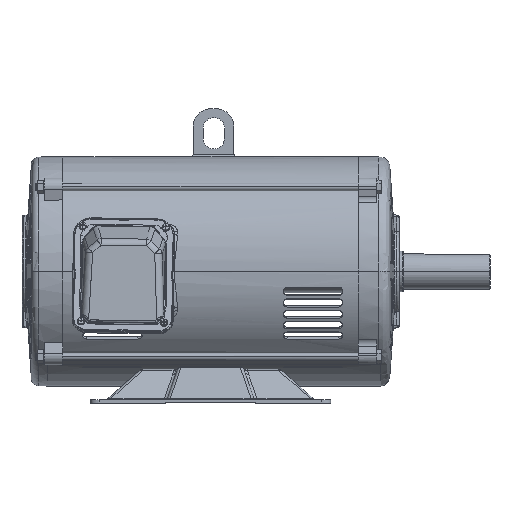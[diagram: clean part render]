
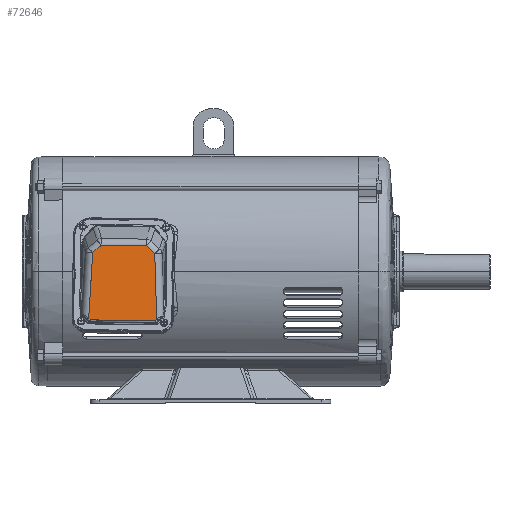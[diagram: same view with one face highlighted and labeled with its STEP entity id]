
A CAD part, top view. The second image highlights one B-rep face of the part: STEP entity #72646.
In plain terms, the highlighted planar face has unit normal (0.001, 0.057, 0.998).
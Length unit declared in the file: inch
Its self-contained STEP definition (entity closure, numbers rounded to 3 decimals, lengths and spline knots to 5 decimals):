
#2375 = LINE ( 'NONE', #61846, #145974 ) ;
#4301 = ORIENTED_EDGE ( 'NONE', *, *, #105999, .F. ) ;
#8579 = ORIENTED_EDGE ( 'NONE', *, *, #74021, .F. ) ;
#9001 = EDGE_CURVE ( 'NONE', #102602, #71256, #123634, .T. ) ;
#9354 = VERTEX_POINT ( 'NONE', #142420 ) ;
#14005 = ORIENTED_EDGE ( 'NONE', *, *, #15739, .F. ) ;
#14605 = ORIENTED_EDGE ( 'NONE', *, *, #9001, .F. ) ;
#15116 = CARTESIAN_POINT ( 'NONE',  ( -7.7696, -3.03047, 7.82951 ) ) ;
#15739 = EDGE_CURVE ( 'NONE', #61051, #9354, #36306, .T. ) ;
#18667 = ORIENTED_EDGE ( 'NONE', *, *, #19382, .F. ) ;
#19382 = EDGE_CURVE ( 'NONE', #96099, #61051, #119698, .T. ) ;
#20771 = FACE_OUTER_BOUND ( 'NONE', #113228, .T. ) ;
#22206 = ORIENTED_EDGE ( 'NONE', *, *, #128151, .F. ) ;
#24097 = VECTOR ( 'NONE', #133032, 39.37008 ) ;
#26003 = VECTOR ( 'NONE', #71392, 39.37008 ) ;
#26016 = VECTOR ( 'NONE', #129175, 39.37008 ) ;
#28979 = CARTESIAN_POINT ( 'NONE',  ( -4.36256, 1.3641, 7.57366 ) ) ;
#31203 = DIRECTION ( 'NONE',  ( 0., 0.998, -0.057 ) ) ;
#31637 = VERTEX_POINT ( 'NONE', #124744 ) ;
#33932 = VECTOR ( 'NONE', #43138, 39.37008 ) ;
#34448 = EDGE_CURVE ( 'NONE', #9354, #64643, #89509, .T. ) ;
#36306 = LINE ( 'NONE', #107642, #26016 ) ;
#37484 = VECTOR ( 'NONE', #89447, 39.37008 ) ;
#43138 = DIRECTION ( 'NONE',  ( 0.721, -0.692, 0.039 ) ) ;
#48369 = CARTESIAN_POINT ( 'NONE',  ( -7.593, 1.17093, 7.58772 ) ) ;
#52906 = ORIENTED_EDGE ( 'NONE', *, *, #124702, .F. ) ;
#56507 = CARTESIAN_POINT ( 'NONE',  ( -6.95871, 3.00141, 7.48186 ) ) ;
#61051 = VERTEX_POINT ( 'NONE', #86102 ) ;
#61846 = CARTESIAN_POINT ( 'NONE',  ( -8.66423, 0.9714, 7.60017 ) ) ;
#64643 = VERTEX_POINT ( 'NONE', #139939 ) ;
#64692 = DIRECTION ( 'NONE',  ( -0.001, -0.057, -0.998 ) ) ;
#66163 = CARTESIAN_POINT ( 'NONE',  ( -8.66003, 1.23648, 7.58492 ) ) ;
#71256 = VERTEX_POINT ( 'NONE', #108743 ) ;
#71266 = ORIENTED_EDGE ( 'NONE', *, *, #34448, .F. ) ;
#71392 = DIRECTION ( 'NONE',  ( 0.061, 0.996, -0.057 ) ) ;
#72646 = ADVANCED_FACE ( 'NONE', ( #20771 ), #99649, .F. ) ;
#74021 = EDGE_CURVE ( 'NONE', #64643, #31637, #119231, .T. ) ;
#77151 = AXIS2_PLACEMENT_3D ( 'NONE', #66163, #64692, #31203 ) ;
#78344 = CARTESIAN_POINT ( 'NONE',  ( -4.31178, -3.08523, 7.82951 ) ) ;
#80307 = LINE ( 'NONE', #56507, #33932 ) ;
#86102 = CARTESIAN_POINT ( 'NONE',  ( -4.23232, -2.99941, 7.82451 ) ) ;
#86556 = DIRECTION ( 'NONE',  ( -1., 0.016, 0. ) ) ;
#89447 = DIRECTION ( 'NONE',  ( 0.742, 0.669, -0.039 ) ) ;
#89509 = LINE ( 'NONE', #78344, #106784 ) ;
#96099 = VERTEX_POINT ( 'NONE', #117791 ) ;
#99649 = PLANE ( 'NONE',  #77151 ) ;
#101348 = CARTESIAN_POINT ( 'NONE',  ( -7.63223, 0.53395, 7.62439 ) ) ;
#102602 = VERTEX_POINT ( 'NONE', #111353 ) ;
#105999 = EDGE_CURVE ( 'NONE', #31637, #102602, #116028, .T. ) ;
#106784 = VECTOR ( 'NONE', #86556, 39.37008 ) ;
#107642 = CARTESIAN_POINT ( 'NONE',  ( -4.23232, -2.99941, 7.82451 ) ) ;
#108743 = CARTESIAN_POINT ( 'NONE',  ( -7.17326, 0.94778, 7.60017 ) ) ;
#111353 = CARTESIAN_POINT ( 'NONE',  ( -7.63223, 0.53395, 7.62439 ) ) ;
#113228 = EDGE_LOOP ( 'NONE', ( #71266, #14005, #18667, #52906, #22206, #14605, #4301, #8579 ) ) ;
#116028 = LINE ( 'NONE', #48369, #26003 ) ;
#117791 = CARTESIAN_POINT ( 'NONE',  ( -4.33622, 0.48175, 7.62439 ) ) ;
#119231 = LINE ( 'NONE', #15116, #139122 ) ;
#119698 = LINE ( 'NONE', #28979, #24097 ) ;
#123634 = LINE ( 'NONE', #101348, #37484 ) ;
#124702 = EDGE_CURVE ( 'NONE', #142476, #96099, #80307, .T. ) ;
#124744 = CARTESIAN_POINT ( 'NONE',  ( -7.84631, -2.94218, 7.82451 ) ) ;
#128151 = EDGE_CURVE ( 'NONE', #71256, #142476, #2375, .T. ) ;
#129175 = DIRECTION ( 'NONE',  ( -0.679, -0.733, 0.043 ) ) ;
#133032 = DIRECTION ( 'NONE',  ( 0.03, -0.998, 0.057 ) ) ;
#138443 = DIRECTION ( 'NONE',  ( 1., -0.016, 0. ) ) ;
#139122 = VECTOR ( 'NONE', #140771, 39.37008 ) ;
#139939 = CARTESIAN_POINT ( 'NONE',  ( -7.7696, -3.03047, 7.82951 ) ) ;
#140771 = DIRECTION ( 'NONE',  ( -0.655, 0.754, -0.043 ) ) ;
#141712 = CARTESIAN_POINT ( 'NONE',  ( -4.78186, 0.90991, 7.60017 ) ) ;
#142420 = CARTESIAN_POINT ( 'NONE',  ( -4.31178, -3.08523, 7.82951 ) ) ;
#142476 = VERTEX_POINT ( 'NONE', #141712 ) ;
#145974 = VECTOR ( 'NONE', #138443, 39.37008 ) ;
